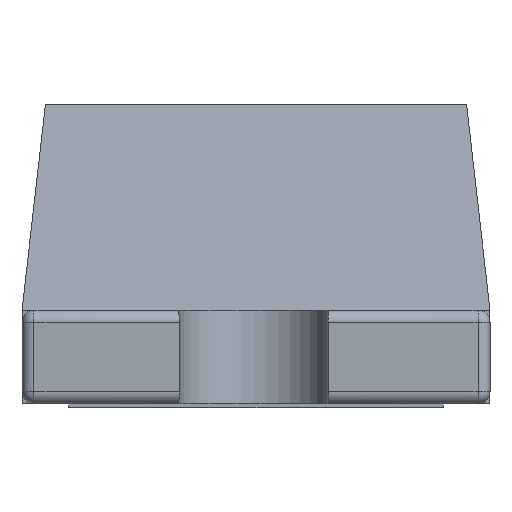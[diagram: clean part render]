
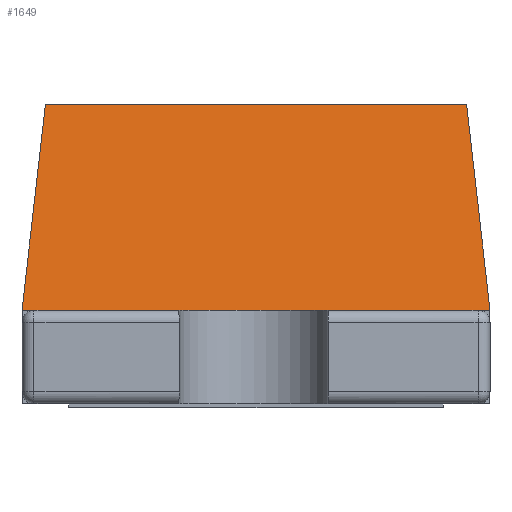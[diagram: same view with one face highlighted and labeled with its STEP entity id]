
A CAD part, left-side view. The second image highlights one B-rep face of the part: STEP entity #1649.
In plain terms, the highlighted planar face has unit normal (-0.984, 0, 0.179).
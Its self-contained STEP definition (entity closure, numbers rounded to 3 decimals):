
#133=PLANE('',#1897);
#238=FACE_OUTER_BOUND('',#344,.T.);
#344=EDGE_LOOP('',(#1454,#1455,#1456,#1457));
#478=LINE('',#2875,#638);
#482=LINE('',#2884,#642);
#486=LINE('',#2890,#646);
#487=LINE('',#2892,#647);
#638=VECTOR('',#2323,10.);
#642=VECTOR('',#2329,10.);
#646=VECTOR('',#2337,10.);
#647=VECTOR('',#2340,10.);
#844=VERTEX_POINT('',#2872);
#845=VERTEX_POINT('',#2874);
#848=VERTEX_POINT('',#2881);
#849=VERTEX_POINT('',#2883);
#1048=EDGE_CURVE('',#845,#844,#478,.T.);
#1052=EDGE_CURVE('',#848,#849,#482,.T.);
#1056=EDGE_CURVE('',#848,#845,#486,.T.);
#1057=EDGE_CURVE('',#849,#844,#487,.T.);
#1454=ORIENTED_EDGE('',*,*,#1052,.F.);
#1455=ORIENTED_EDGE('',*,*,#1056,.T.);
#1456=ORIENTED_EDGE('',*,*,#1048,.T.);
#1457=ORIENTED_EDGE('',*,*,#1057,.F.);
#1649=ADVANCED_FACE('',(#238),#133,.F.);
#1897=AXIS2_PLACEMENT_3D('',#2891,#2338,#2339);
#2323=DIRECTION('',(0.,1.,0.));
#2329=DIRECTION('',(0.,1.,0.));
#2337=DIRECTION('',(0.178,0.111,0.978));
#2338=DIRECTION('center_axis',(0.984,0.,-0.179));
#2339=DIRECTION('ref_axis',(-0.179,0.,-0.984));
#2340=DIRECTION('',(0.178,-0.111,0.978));
#2872=CARTESIAN_POINT('',(-0.5,0.563,0.8));
#2874=CARTESIAN_POINT('',(-0.5,-0.563,0.8));
#2875=CARTESIAN_POINT('',(-0.5,0.563,0.8));
#2881=CARTESIAN_POINT('',(-0.6,-0.625,0.25));
#2883=CARTESIAN_POINT('',(-0.6,0.625,0.25));
#2884=CARTESIAN_POINT('',(-0.6,0.625,0.25));
#2890=CARTESIAN_POINT('',(-0.6,-0.625,0.25));
#2891=CARTESIAN_POINT('Origin',(-0.6,-0.625,0.25));
#2892=CARTESIAN_POINT('',(-0.6,0.625,0.25));
